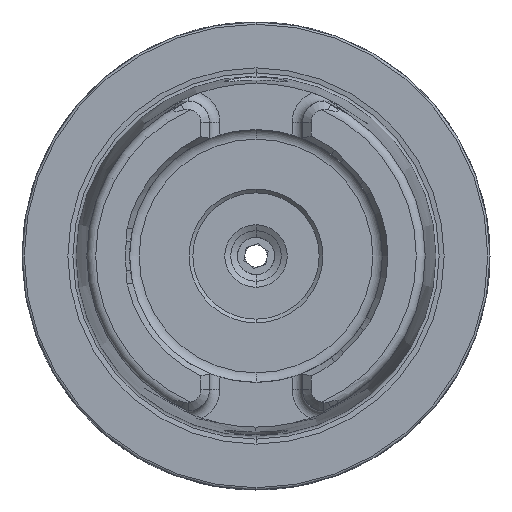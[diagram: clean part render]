
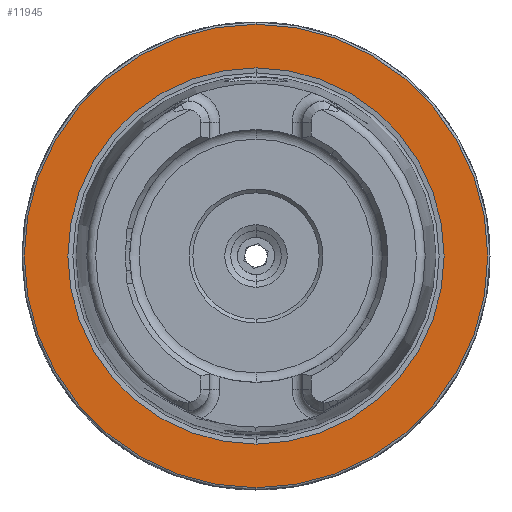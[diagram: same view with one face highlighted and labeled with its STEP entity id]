
A CAD part, left-side view. The second image highlights one B-rep face of the part: STEP entity #11945.
In plain terms, the highlighted planar face has unit normal (-1, 0, 0).
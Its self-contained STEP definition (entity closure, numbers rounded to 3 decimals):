
#362 = VERTEX_POINT ( 'NONE', #11150 ) ;
#363 = VERTEX_POINT ( 'NONE', #11151 ) ;
#367 = VERTEX_POINT ( 'NONE', #11155 ) ;
#368 = VERTEX_POINT ( 'NONE', #11156 ) ;
#1901 = EDGE_LOOP ( 'NONE', ( #9329, #9330 ) ) ;
#1916 = EDGE_LOOP ( 'NONE', ( #9327, #9328 ) ) ;
#2102 = CARTESIAN_POINT ( 'NONE',  ( 0., 0., 0. ) ) ;
#2103 = DIRECTION ( 'NONE',  ( -1., 0., 0. ) ) ;
#2104 = DIRECTION ( 'NONE',  ( 0., 0., 1. ) ) ;
#2105 = CARTESIAN_POINT ( 'NONE',  ( 0., 0., 0. ) ) ;
#2106 = DIRECTION ( 'NONE',  ( -1., 0., 0. ) ) ;
#2107 = DIRECTION ( 'NONE',  ( 0., 0., 1. ) ) ;
#5515 = AXIS2_PLACEMENT_3D ( 'NONE', #6642, #6643, #6644 ) ;
#5518 = AXIS2_PLACEMENT_3D ( 'NONE', #6657, #6658, #6659 ) ;
#5554 = AXIS2_PLACEMENT_3D ( 'NONE', #2102, #2103, #2104 ) ;
#5555 = AXIS2_PLACEMENT_3D ( 'NONE', #2105, #2106, #2107 ) ;
#6083 = CIRCLE ( 'NONE', #5515, 31.2 ) ;
#6084 = CIRCLE ( 'NONE', #5518, 25.324 ) ;
#6184 = CIRCLE ( 'NONE', #5554, 25.324 ) ;
#6185 = CIRCLE ( 'NONE', #5555, 31.2 ) ;
#6642 = CARTESIAN_POINT ( 'NONE',  ( 0., 0., 0. ) ) ;
#6643 = DIRECTION ( 'NONE',  ( -1., 0., 0. ) ) ;
#6644 = DIRECTION ( 'NONE',  ( 0., 0., 1. ) ) ;
#6657 = CARTESIAN_POINT ( 'NONE',  ( 0., 0., 0. ) ) ;
#6658 = DIRECTION ( 'NONE',  ( -1., 0., 0. ) ) ;
#6659 = DIRECTION ( 'NONE',  ( 0., 0., 1. ) ) ;
#7566 = FACE_BOUND ( 'NONE', #1916, .T. ) ;
#7572 = FACE_OUTER_BOUND ( 'NONE', #1901, .T. ) ;
#7712 = AXIS2_PLACEMENT_3D ( 'NONE', #8332, #8337, #8338 ) ;
#8332 = CARTESIAN_POINT ( 'NONE',  ( 0., 31.2, 0. ) ) ;
#8335 = PLANE ( 'NONE',  #7712 ) ;
#8337 = DIRECTION ( 'NONE',  ( 1., 0., 0. ) ) ;
#8338 = DIRECTION ( 'NONE',  ( 0., 0., -1. ) ) ;
#9327 = ORIENTED_EDGE ( 'NONE', *, *, #10405, .F. ) ;
#9328 = ORIENTED_EDGE ( 'NONE', *, *, #9451, .F. ) ;
#9329 = ORIENTED_EDGE ( 'NONE', *, *, #9447, .T. ) ;
#9330 = ORIENTED_EDGE ( 'NONE', *, *, #10406, .T. ) ;
#9447 = EDGE_CURVE ( 'NONE', #362, #363, #6083, .T. ) ;
#9451 = EDGE_CURVE ( 'NONE', #367, #368, #6084, .T. ) ;
#10405 = EDGE_CURVE ( 'NONE', #368, #367, #6184, .T. ) ;
#10406 = EDGE_CURVE ( 'NONE', #363, #362, #6185, .T. ) ;
#11150 = CARTESIAN_POINT ( 'NONE',  ( 0., 0., 31.2 ) ) ;
#11151 = CARTESIAN_POINT ( 'NONE',  ( 0., 0., -31.2 ) ) ;
#11155 = CARTESIAN_POINT ( 'NONE',  ( 0., 0., -25.324 ) ) ;
#11156 = CARTESIAN_POINT ( 'NONE',  ( 0., 0., 25.324 ) ) ;
#11945 = ADVANCED_FACE ( 'NONE', ( #7566, #7572 ), #8335, .F. ) ;
